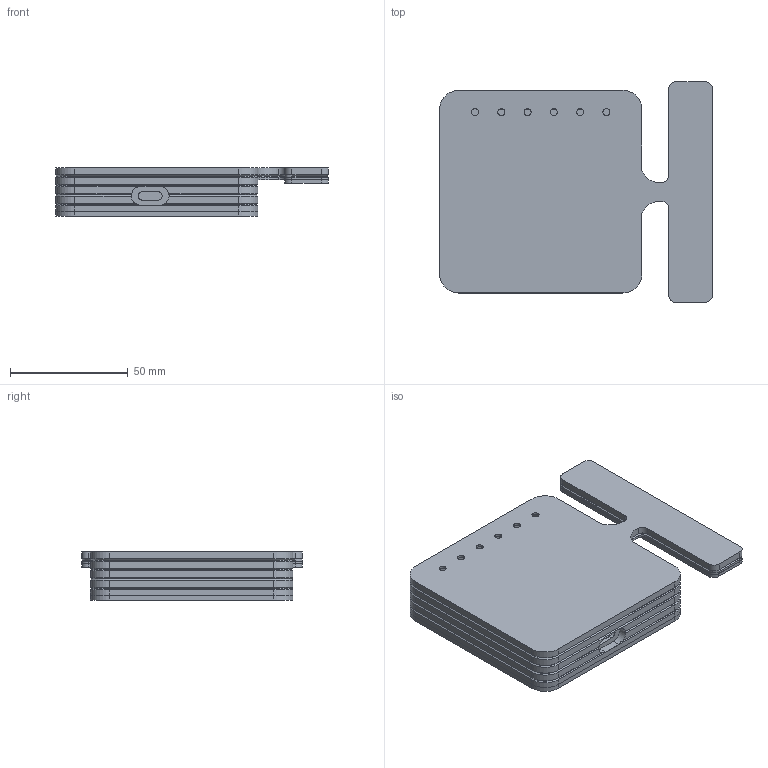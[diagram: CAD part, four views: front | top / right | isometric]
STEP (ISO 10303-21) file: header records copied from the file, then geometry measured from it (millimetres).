
FILE_DESCRIPTION(('FreeCAD Model'),'2;1');
FILE_NAME('Open CASCADE Shape Model','2025-07-20T17:27:04',('Author'),( ''),'Open CASCADE STEP processor 7.8','FreeCAD','Unknown');
FILE_SCHEMA(('AUTOMOTIVE_DESIGN { 1 0 10303 214 1 1 1 1 }'));
Length unit declared in the file: millimetre
Products named in the file (4): Meshimi; Case; Antenna_lid; Lid
Assembly tree (3 placements, depth 2):
  Meshimi
    Case
    Antenna_lid
    Lid
Bounding box: 115.74 x 93.6 x 20.46 mm (x, y, z)
Volume: 58206.1 mm3; surface area: 57651 mm2
Topology: 3 solids, 3 shells, 387 faces, 936 edges, 572 vertices
Faces by surface type: plane 237, cylinder 94, cone 52, torus 4
Full cylindrical faces by diameter (mm): 3 x9, 4 x4, 5.5 x4
Entity records: 11393 total; most frequent: CARTESIAN_POINT 2068, DIRECTION 1956, ORIENTED_EDGE 1872, EDGE_CURVE 936, LINE 696, VECTOR 696, AXIS2_PLACEMENT_3D 630, VERTEX_POINT 572
